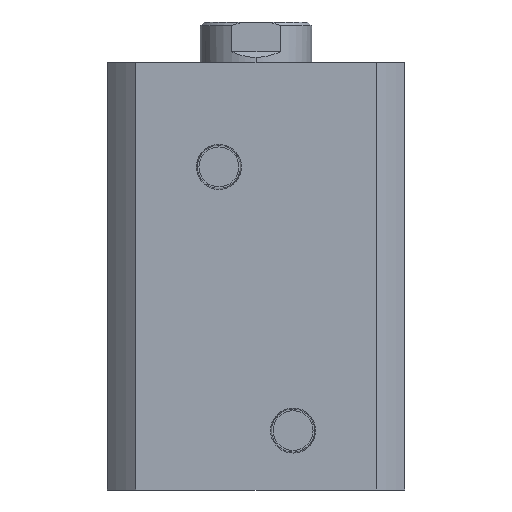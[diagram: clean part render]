
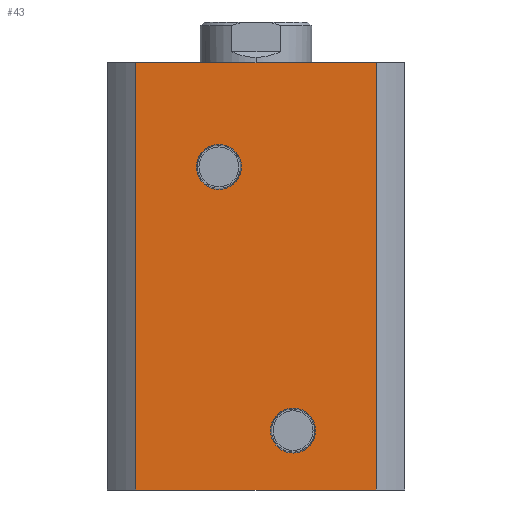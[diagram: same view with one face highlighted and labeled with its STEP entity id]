
A CAD part, left-side view. The second image highlights one B-rep face of the part: STEP entity #43.
In plain terms, the highlighted planar face has unit normal (-1, 0, 0).
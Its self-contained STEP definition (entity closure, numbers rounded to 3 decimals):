
#43 = ADVANCED_FACE ( 'NONE', ( #3633, #3630, #3645 ), #3224, .F. ) ;
#345 = VECTOR ( 'NONE', #2320, 1000. ) ;
#348 = LINE ( 'NONE', #2315, #345 ) ;
#349 = CIRCLE ( 'NONE', #1157, 6.06 ) ;
#682 = CARTESIAN_POINT ( 'NONE',  ( -40., 10., 87. ) ) ;
#683 = DIRECTION ( 'NONE',  ( -1., 0., 0. ) ) ;
#684 = DIRECTION ( 'NONE',  ( 0., 0., 1. ) ) ;
#702 = CARTESIAN_POINT ( 'NONE',  ( -40., -10., 16. ) ) ;
#703 = DIRECTION ( 'NONE',  ( -1., 0., 0. ) ) ;
#704 = DIRECTION ( 'NONE',  ( 0., 0., 1. ) ) ;
#790 = CARTESIAN_POINT ( 'NONE',  ( -40., -32.438, 0. ) ) ;
#791 = CARTESIAN_POINT ( 'NONE',  ( -40., 32.438, 0. ) ) ;
#792 = CARTESIAN_POINT ( 'NONE',  ( -40., 32.438, 115. ) ) ;
#815 = EDGE_CURVE ( 'NONE', #2974, #3081, #3583, .T. ) ;
#816 = EDGE_CURVE ( 'NONE', #3081, #2972, #3577, .T. ) ;
#817 = EDGE_CURVE ( 'NONE', #2973, #2972, #3575, .T. ) ;
#818 = EDGE_CURVE ( 'NONE', #3121, #3122, #3578, .T. ) ;
#819 = EDGE_CURVE ( 'NONE', #2992, #2987, #349, .T. ) ;
#821 = EDGE_CURVE ( 'NONE', #2974, #2973, #348, .T. ) ;
#1003 = EDGE_CURVE ( 'NONE', #3122, #3121, #1774, .T. ) ;
#1011 = EDGE_CURVE ( 'NONE', #2987, #2992, #1786, .T. ) ;
#1065 = AXIS2_PLACEMENT_3D ( 'NONE', #3225, #3230, #3222 ) ;
#1156 = AXIS2_PLACEMENT_3D ( 'NONE', #2317, #2318, #2319 ) ;
#1157 = AXIS2_PLACEMENT_3D ( 'NONE', #2321, #2322, #2323 ) ;
#1233 = AXIS2_PLACEMENT_3D ( 'NONE', #682, #683, #684 ) ;
#1237 = AXIS2_PLACEMENT_3D ( 'NONE', #702, #703, #704 ) ;
#1405 = ORIENTED_EDGE ( 'NONE', *, *, #821, .T. ) ;
#1408 = ORIENTED_EDGE ( 'NONE', *, *, #815, .F. ) ;
#1414 = ORIENTED_EDGE ( 'NONE', *, *, #1011, .F. ) ;
#1415 = ORIENTED_EDGE ( 'NONE', *, *, #819, .F. ) ;
#1420 = ORIENTED_EDGE ( 'NONE', *, *, #1003, .F. ) ;
#1422 = ORIENTED_EDGE ( 'NONE', *, *, #818, .F. ) ;
#1424 = ORIENTED_EDGE ( 'NONE', *, *, #817, .T. ) ;
#1425 = ORIENTED_EDGE ( 'NONE', *, *, #816, .F. ) ;
#1774 = CIRCLE ( 'NONE', #1233, 6.06 ) ;
#1786 = CIRCLE ( 'NONE', #1237, 6.06 ) ;
#2304 = DIRECTION ( 'NONE',  ( 0., -1., 0. ) ) ;
#2308 = CARTESIAN_POINT ( 'NONE',  ( -40., 0., 115. ) ) ;
#2312 = CARTESIAN_POINT ( 'NONE',  ( -40., -32.438, 115. ) ) ;
#2313 = DIRECTION ( 'NONE',  ( 0., 0., -1. ) ) ;
#2314 = CARTESIAN_POINT ( 'NONE',  ( -40., 0., 0. ) ) ;
#2315 = CARTESIAN_POINT ( 'NONE',  ( -40., 32.438, 115. ) ) ;
#2316 = DIRECTION ( 'NONE',  ( 0., -1., 0. ) ) ;
#2317 = CARTESIAN_POINT ( 'NONE',  ( -40., 10., 87. ) ) ;
#2318 = DIRECTION ( 'NONE',  ( -1., 0., 0. ) ) ;
#2319 = DIRECTION ( 'NONE',  ( 0., 0., 1. ) ) ;
#2320 = DIRECTION ( 'NONE',  ( 0., 0., -1. ) ) ;
#2321 = CARTESIAN_POINT ( 'NONE',  ( -40., -10., 16. ) ) ;
#2322 = DIRECTION ( 'NONE',  ( -1., 0., 0. ) ) ;
#2323 = DIRECTION ( 'NONE',  ( 0., 0., 1. ) ) ;
#2877 = EDGE_LOOP ( 'NONE', ( #1415, #1414 ) ) ;
#2880 = EDGE_LOOP ( 'NONE', ( #1422, #1420 ) ) ;
#2881 = EDGE_LOOP ( 'NONE', ( #1424, #1425, #1408, #1405 ) ) ;
#2972 = VERTEX_POINT ( 'NONE', #790 ) ;
#2973 = VERTEX_POINT ( 'NONE', #791 ) ;
#2974 = VERTEX_POINT ( 'NONE', #792 ) ;
#2987 = VERTEX_POINT ( 'NONE', #3279 ) ;
#2992 = VERTEX_POINT ( 'NONE', #3284 ) ;
#3081 = VERTEX_POINT ( 'NONE', #3311 ) ;
#3121 = VERTEX_POINT ( 'NONE', #3351 ) ;
#3122 = VERTEX_POINT ( 'NONE', #3352 ) ;
#3222 = DIRECTION ( 'NONE',  ( 0., 1., 0. ) ) ;
#3224 = PLANE ( 'NONE',  #1065 ) ;
#3225 = CARTESIAN_POINT ( 'NONE',  ( -40., 0., 115. ) ) ;
#3230 = DIRECTION ( 'NONE',  ( 1., 0., 0. ) ) ;
#3279 = CARTESIAN_POINT ( 'NONE',  ( -40., -10., 9.94 ) ) ;
#3284 = CARTESIAN_POINT ( 'NONE',  ( -40., -10., 22.06 ) ) ;
#3311 = CARTESIAN_POINT ( 'NONE',  ( -40., -32.438, 115. ) ) ;
#3351 = CARTESIAN_POINT ( 'NONE',  ( -40., 10., 93.06 ) ) ;
#3352 = CARTESIAN_POINT ( 'NONE',  ( -40., 10., 80.94 ) ) ;
#3572 = VECTOR ( 'NONE', #2316, 1000. ) ;
#3574 = VECTOR ( 'NONE', #2313, 1000. ) ;
#3575 = LINE ( 'NONE', #2314, #3572 ) ;
#3576 = VECTOR ( 'NONE', #2304, 1000. ) ;
#3577 = LINE ( 'NONE', #2312, #3574 ) ;
#3578 = CIRCLE ( 'NONE', #1156, 6.06 ) ;
#3583 = LINE ( 'NONE', #2308, #3576 ) ;
#3630 = FACE_BOUND ( 'NONE', #2880, .T. ) ;
#3633 = FACE_BOUND ( 'NONE', #2877, .T. ) ;
#3645 = FACE_OUTER_BOUND ( 'NONE', #2881, .T. ) ;
